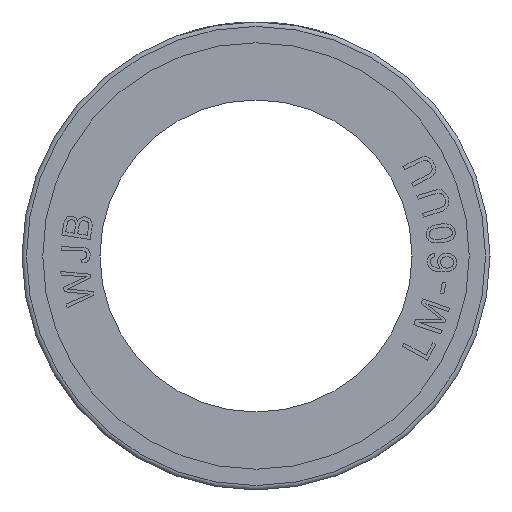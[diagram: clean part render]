
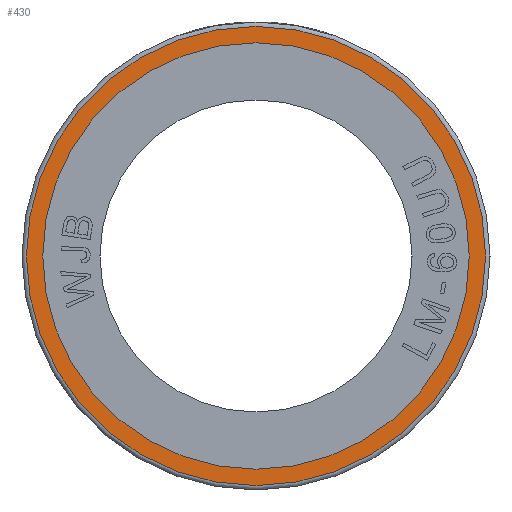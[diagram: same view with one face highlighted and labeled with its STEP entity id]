
A CAD part, left-side view. The second image highlights one B-rep face of the part: STEP entity #430.
In plain terms, the highlighted planar face has unit normal (-1, 0, 0).
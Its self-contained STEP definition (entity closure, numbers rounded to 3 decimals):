
#430=ADVANCED_FACE('',(#1738,#1739),#703,.T.);
#703=PLANE('',#5008);
#882=CIRCLE('',#5005,44.15);
#883=CIRCLE('',#5007,41.);
#1738=FACE_BOUND('',#1825,.T.);
#1739=FACE_BOUND('',#1826,.T.);
#1825=EDGE_LOOP('',(#2323));
#1826=EDGE_LOOP('',(#2324));
#2323=ORIENTED_EDGE('',*,*,#4119,.T.);
#2324=ORIENTED_EDGE('',*,*,#4120,.F.);
#3663=VERTEX_POINT('',#7305);
#3664=VERTEX_POINT('',#7308);
#4119=EDGE_CURVE('',#3663,#3663,#882,.T.);
#4120=EDGE_CURVE('',#3664,#3664,#883,.T.);
#5005=AXIS2_PLACEMENT_3D('',#7304,#5390,#5391);
#5007=AXIS2_PLACEMENT_3D('',#7307,#5394,#5395);
#5008=AXIS2_PLACEMENT_3D('',#7309,#5396,#5397);
#5390=DIRECTION('',(-1.,0.,0.));
#5391=DIRECTION('',(0.,0.,1.));
#5394=DIRECTION('',(-1.,0.,0.));
#5395=DIRECTION('',(0.,0.,1.));
#5396=DIRECTION('',(-1.,0.,0.));
#5397=DIRECTION('',(0.,0.,1.));
#7304=CARTESIAN_POINT('',(0.,0.,0.));
#7305=CARTESIAN_POINT('',(0.,0.,44.15));
#7307=CARTESIAN_POINT('',(0.,0.,0.));
#7308=CARTESIAN_POINT('',(0.,0.,41.));
#7309=CARTESIAN_POINT('',(0.,0.,42.575));
